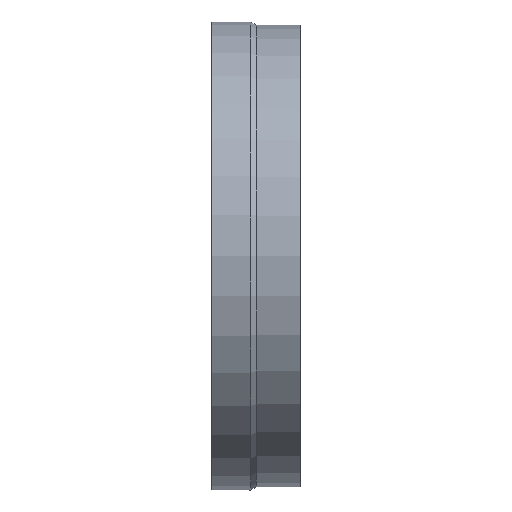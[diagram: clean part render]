
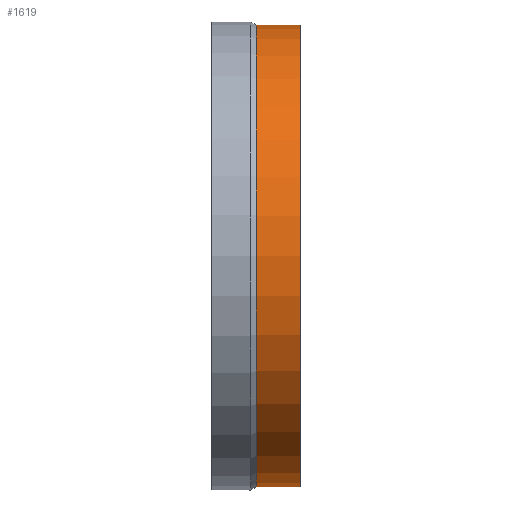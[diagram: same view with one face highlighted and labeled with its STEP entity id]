
A CAD part, top view. The second image highlights one B-rep face of the part: STEP entity #1619.
In plain terms, the highlighted cylindrical face has radius 70 mm (diameter 140 mm), a partial arc.
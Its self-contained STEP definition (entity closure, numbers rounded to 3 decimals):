
#26 = VERTEX_POINT ( 'NONE', #801 ) ;
#36 = DIRECTION ( 'NONE',  ( 1., 0., 0. ) ) ;
#60 = VERTEX_POINT ( 'NONE', #967 ) ;
#150 = DIRECTION ( 'NONE',  ( 0., -1., 0. ) ) ;
#153 = ORIENTED_EDGE ( 'NONE', *, *, #1549, .F. ) ;
#224 = CARTESIAN_POINT ( 'NONE',  ( 2551.6, 0., 1899. ) ) ;
#265 = AXIS2_PLACEMENT_3D ( 'NONE', #224, #706, #454 ) ;
#284 = VERTEX_POINT ( 'NONE', #1399 ) ;
#347 = EDGE_LOOP ( 'NONE', ( #153, #845, #1102, #646 ) ) ;
#365 = CIRCLE ( 'NONE', #755, 70. ) ;
#370 = LINE ( 'NONE', #745, #1109 ) ;
#454 = DIRECTION ( 'NONE',  ( 0., -1., 0. ) ) ;
#486 = CARTESIAN_POINT ( 'NONE',  ( 2565., 0., 1899. ) ) ;
#489 = AXIS2_PLACEMENT_3D ( 'NONE', #904, #36, #911 ) ;
#522 = CYLINDRICAL_SURFACE ( 'NONE', #489, 70. ) ;
#646 = ORIENTED_EDGE ( 'NONE', *, *, #983, .F. ) ;
#664 = DIRECTION ( 'NONE',  ( 1., 0., 0. ) ) ;
#706 = DIRECTION ( 'NONE',  ( 1., 0., 0. ) ) ;
#744 = VECTOR ( 'NONE', #664, 1000. ) ;
#745 = CARTESIAN_POINT ( 'NONE',  ( 2485.5, -70., 1899. ) ) ;
#749 = DIRECTION ( 'NONE',  ( 1., 0., 0. ) ) ;
#755 = AXIS2_PLACEMENT_3D ( 'NONE', #486, #749, #150 ) ;
#768 = DIRECTION ( 'NONE',  ( 1., 0., 0. ) ) ;
#772 = EDGE_CURVE ( 'NONE', #284, #60, #370, .T. ) ;
#801 = CARTESIAN_POINT ( 'NONE',  ( 2565., 70., 1899. ) ) ;
#845 = ORIENTED_EDGE ( 'NONE', *, *, #1265, .T. ) ;
#904 = CARTESIAN_POINT ( 'NONE',  ( 2485.5, 0., 1899. ) ) ;
#911 = DIRECTION ( 'NONE',  ( 0., -1., 0. ) ) ;
#916 = CARTESIAN_POINT ( 'NONE',  ( 2485.5, 70., 1899. ) ) ;
#967 = CARTESIAN_POINT ( 'NONE',  ( 2565., -70., 1899. ) ) ;
#983 = EDGE_CURVE ( 'NONE', #26, #60, #365, .T. ) ;
#1102 = ORIENTED_EDGE ( 'NONE', *, *, #772, .T. ) ;
#1109 = VECTOR ( 'NONE', #768, 1000. ) ;
#1160 = LINE ( 'NONE', #916, #744 ) ;
#1265 = EDGE_CURVE ( 'NONE', #1389, #284, #1469, .T. ) ;
#1389 = VERTEX_POINT ( 'NONE', #1485 ) ;
#1399 = CARTESIAN_POINT ( 'NONE',  ( 2551.6, -70., 1899. ) ) ;
#1469 = CIRCLE ( 'NONE', #265, 70. ) ;
#1485 = CARTESIAN_POINT ( 'NONE',  ( 2551.6, 70., 1899. ) ) ;
#1547 = FACE_OUTER_BOUND ( 'NONE', #347, .T. ) ;
#1549 = EDGE_CURVE ( 'NONE', #1389, #26, #1160, .T. ) ;
#1619 = ADVANCED_FACE ( 'NONE', ( #1547 ), #522, .T. ) ;
